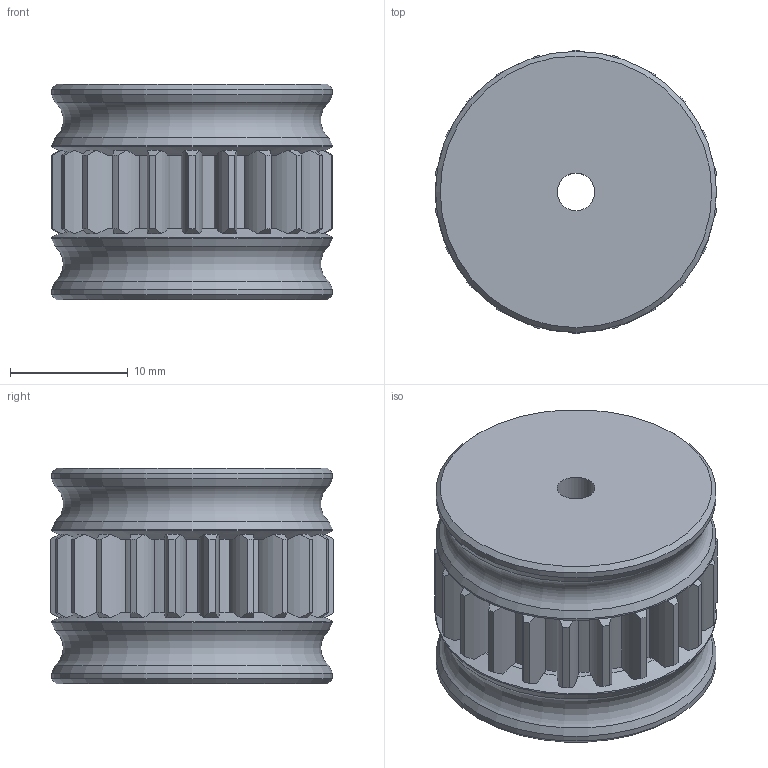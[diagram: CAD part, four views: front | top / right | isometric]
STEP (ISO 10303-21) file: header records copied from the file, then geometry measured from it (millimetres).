
FILE_DESCRIPTION(/* description */ ('STEP AP242','CAx-IF Rec.Pracs.---Representation and Presentation of Product Manufacturing Information (PMI)---4.0---2014-10-13','CAx-IF Rec.Pracs.---3D Tessellated Geometry---0.4---2014-09-14','2;1'),/* implementation_level */ '2;1');
FILE_NAME(/* name */ '6594865cbe34dc4e93d65367',/* time_stamp */ '2024-01-02T21:56:31Z',/* author */ (''),/* organization */ (''),/* preprocessor_version */ 'ST-DEVELOPER v19.4',/* originating_system */ ' ',/* authorisation */ ' ');
FILE_SCHEMA (('AP242_MANAGED_MODEL_BASED_3D_ENGINEERING_MIM_LF { 1 0 10303 442 1 1 4 }'));
Length unit declared in the file: metre
Products named in the file (1): Roto-S700 1.1-A
Bounding box: 23.83 x 24 x 18.25 mm (x, y, z)
Volume: 7064.7 mm3; surface area: 3002 mm2
Topology: 1 solids, 1 shells, 193 faces, 561 edges, 370 vertices
Faces by surface type: cylinder 93, cone 52, plane 46, torus 2
Full cylindrical faces by diameter (mm): 3.188 x1, 23.828 x4
Entity records: 6608 total; most frequent: CARTESIAN_POINT 1634, ORIENTED_EDGE 1088, DIRECTION 1036, EDGE_CURVE 544, AXIS2_PLACEMENT_3D 474, VERTEX_POINT 368, CIRCLE 280, EDGE_LOOP 210
